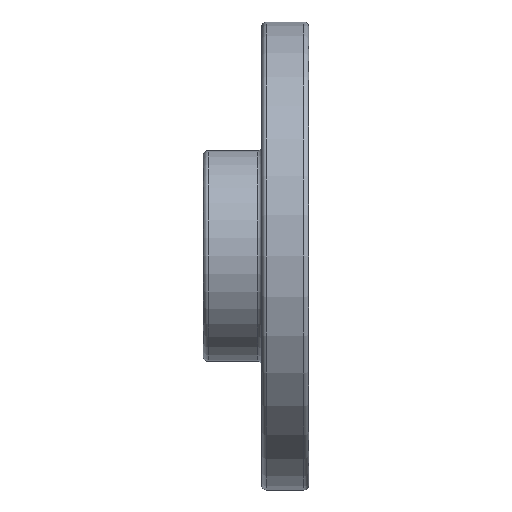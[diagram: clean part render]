
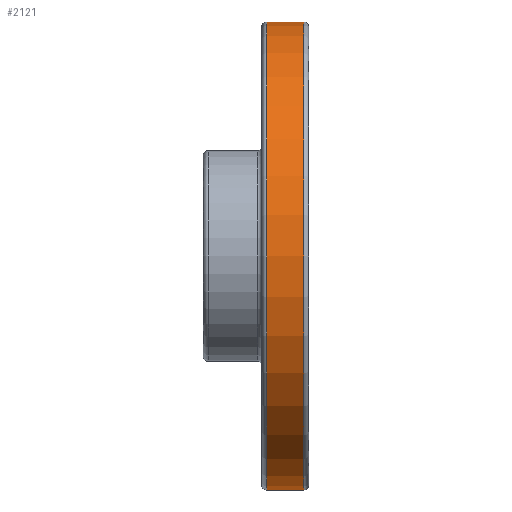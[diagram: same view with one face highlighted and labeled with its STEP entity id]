
A CAD part, left-side view. The second image highlights one B-rep face of the part: STEP entity #2121.
In plain terms, the highlighted cylindrical face has radius 10 mm (diameter 20 mm), a full revolution.
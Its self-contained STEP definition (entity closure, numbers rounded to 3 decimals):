
#151=FACE_OUTER_BOUND('',#274,.T.);
#274=EDGE_LOOP('',(#1771,#1772,#1773,#1774,#1775,#1776));
#465=CIRCLE('',#2281,10.);
#467=CIRCLE('',#2283,10.);
#468=CIRCLE('',#2285,10.);
#469=CIRCLE('',#2286,10.);
#605=LINE('',#6342,#790);
#790=VECTOR('',#2665,10.);
#1053=VERTEX_POINT('',#6333);
#1054=VERTEX_POINT('',#6334);
#1055=VERTEX_POINT('',#6339);
#1056=VERTEX_POINT('',#6340);
#1319=EDGE_CURVE('',#1053,#1054,#465,.T.);
#1321=EDGE_CURVE('',#1054,#1053,#467,.T.);
#1322=EDGE_CURVE('',#1055,#1056,#468,.T.);
#1323=EDGE_CURVE('',#1055,#1053,#605,.T.);
#1324=EDGE_CURVE('',#1056,#1055,#469,.T.);
#1771=ORIENTED_EDGE('',*,*,#1322,.F.);
#1772=ORIENTED_EDGE('',*,*,#1323,.T.);
#1773=ORIENTED_EDGE('',*,*,#1321,.F.);
#1774=ORIENTED_EDGE('',*,*,#1319,.F.);
#1775=ORIENTED_EDGE('',*,*,#1323,.F.);
#1776=ORIENTED_EDGE('',*,*,#1324,.F.);
#2063=CYLINDRICAL_SURFACE('',#2284,10.);
#2121=ADVANCED_FACE('',(#151),#2063,.T.);
#2281=AXIS2_PLACEMENT_3D('',#6335,#2655,#2656);
#2283=AXIS2_PLACEMENT_3D('',#6337,#2659,#2660);
#2284=AXIS2_PLACEMENT_3D('',#6338,#2661,#2662);
#2285=AXIS2_PLACEMENT_3D('',#6341,#2663,#2664);
#2286=AXIS2_PLACEMENT_3D('',#6343,#2666,#2667);
#2655=DIRECTION('center_axis',(0.,-1.,0.));
#2656=DIRECTION('ref_axis',(1.,0.,0.));
#2659=DIRECTION('center_axis',(0.,-1.,0.));
#2660=DIRECTION('ref_axis',(1.,0.,0.));
#2661=DIRECTION('center_axis',(0.,1.,0.));
#2662=DIRECTION('ref_axis',(1.,0.,0.));
#2663=DIRECTION('center_axis',(0.,1.,0.));
#2664=DIRECTION('ref_axis',(1.,0.,0.));
#2665=DIRECTION('',(0.,-1.,0.));
#2666=DIRECTION('center_axis',(0.,1.,0.));
#2667=DIRECTION('ref_axis',(1.,0.,0.));
#6333=CARTESIAN_POINT('',(-10.,0.2,0.));
#6334=CARTESIAN_POINT('',(0.,0.2,-10.));
#6335=CARTESIAN_POINT('Origin',(0.,0.2,0.));
#6337=CARTESIAN_POINT('Origin',(0.,0.2,0.));
#6338=CARTESIAN_POINT('Origin',(0.,0.,0.));
#6339=CARTESIAN_POINT('',(-10.,1.8,0.));
#6340=CARTESIAN_POINT('',(0.,1.8,-10.));
#6341=CARTESIAN_POINT('Origin',(0.,1.8,0.));
#6342=CARTESIAN_POINT('',(-10.,0.,0.));
#6343=CARTESIAN_POINT('Origin',(0.,1.8,0.));
